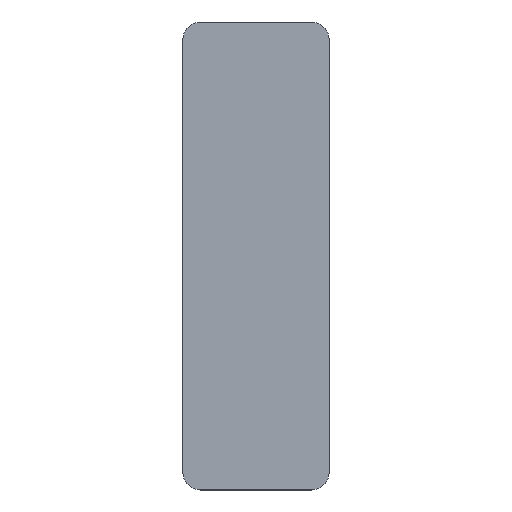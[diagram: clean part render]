
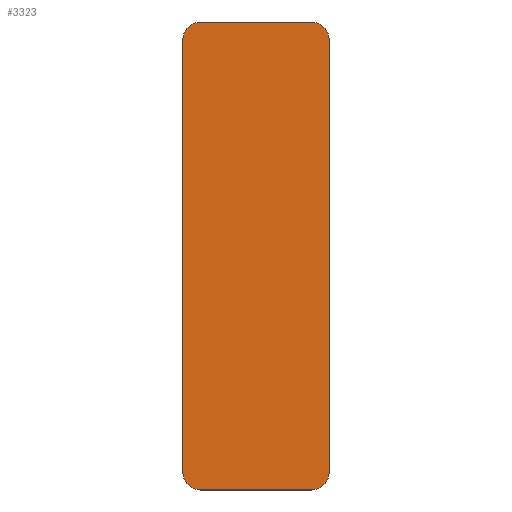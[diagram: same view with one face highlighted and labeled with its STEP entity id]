
A CAD part, top view. The second image highlights one B-rep face of the part: STEP entity #3323.
In plain terms, the highlighted planar face has unit normal (0, 0, 1).
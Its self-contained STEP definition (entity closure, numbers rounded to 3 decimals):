
#142 = AXIS2_PLACEMENT_3D ( 'NONE', #4687, #4636, #4735 ) ;
#153 = EDGE_CURVE ( 'NONE', #3876, #1365, #1571, .T. ) ;
#168 = DIRECTION ( 'NONE',  ( 0., 0., 1. ) ) ;
#182 = AXIS2_PLACEMENT_3D ( 'NONE', #4545, #652, #4479 ) ;
#342 = FACE_OUTER_BOUND ( 'NONE', #2673, .T. ) ;
#400 = EDGE_CURVE ( 'NONE', #5375, #4932, #2922, .T. ) ;
#467 = VERTEX_POINT ( 'NONE', #6062 ) ;
#652 = DIRECTION ( 'NONE',  ( 0., 0., 1. ) ) ;
#687 = ORIENTED_EDGE ( 'NONE', *, *, #5911, .T. ) ;
#739 = LINE ( 'NONE', #6548, #4059 ) ;
#753 = CARTESIAN_POINT ( 'NONE',  ( 12.5, 37., 0.714 ) ) ;
#869 = AXIS2_PLACEMENT_3D ( 'NONE', #7042, #6051, #4402 ) ;
#1067 = CARTESIAN_POINT ( 'NONE',  ( -9.5, -40., 0.714 ) ) ;
#1306 = ORIENTED_EDGE ( 'NONE', *, *, #3861, .T. ) ;
#1365 = VERTEX_POINT ( 'NONE', #5896 ) ;
#1430 = DIRECTION ( 'NONE',  ( 0., 1., 0. ) ) ;
#1543 = CARTESIAN_POINT ( 'NONE',  ( -12.5, 37., 0.714 ) ) ;
#1571 = LINE ( 'NONE', #3139, #6170 ) ;
#1596 = AXIS2_PLACEMENT_3D ( 'NONE', #6756, #168, #4595 ) ;
#1719 = ORIENTED_EDGE ( 'NONE', *, *, #153, .T. ) ;
#1765 = DIRECTION ( 'NONE',  ( 0., -1., 0. ) ) ;
#1810 = VERTEX_POINT ( 'NONE', #1543 ) ;
#1944 = ORIENTED_EDGE ( 'NONE', *, *, #3781, .T. ) ;
#1976 = ORIENTED_EDGE ( 'NONE', *, *, #400, .T. ) ;
#2036 = DIRECTION ( 'NONE',  ( 1., 0., 0. ) ) ;
#2212 = EDGE_CURVE ( 'NONE', #467, #4341, #6495, .T. ) ;
#2594 = VECTOR ( 'NONE', #1430, 1000. ) ;
#2646 = ORIENTED_EDGE ( 'NONE', *, *, #5120, .T. ) ;
#2673 = EDGE_LOOP ( 'NONE', ( #687, #1976, #4478, #1719, #1944, #2646, #5393, #1306 ) ) ;
#2922 = LINE ( 'NONE', #4310, #2594 ) ;
#3084 = DIRECTION ( 'NONE',  ( -1., 0., 0. ) ) ;
#3139 = CARTESIAN_POINT ( 'NONE',  ( 0., 40., 0.714 ) ) ;
#3323 = ADVANCED_FACE ( 'NONE', ( #342 ), #3955, .T. ) ;
#3650 = CIRCLE ( 'NONE', #142, 3. ) ;
#3738 = CARTESIAN_POINT ( 'NONE',  ( -9.5, -37., 0.714 ) ) ;
#3781 = EDGE_CURVE ( 'NONE', #1365, #1810, #3650, .T. ) ;
#3861 = EDGE_CURVE ( 'NONE', #4341, #4602, #739, .T. ) ;
#3876 = VERTEX_POINT ( 'NONE', #6030 ) ;
#3955 = PLANE ( 'NONE',  #1596 ) ;
#4059 = VECTOR ( 'NONE', #2036, 1000. ) ;
#4116 = CARTESIAN_POINT ( 'NONE',  ( 9.5, -40., 0.714 ) ) ;
#4310 = CARTESIAN_POINT ( 'NONE',  ( 12.5, 0., 0.714 ) ) ;
#4341 = VERTEX_POINT ( 'NONE', #1067 ) ;
#4396 = EDGE_CURVE ( 'NONE', #4932, #3876, #5350, .T. ) ;
#4402 = DIRECTION ( 'NONE',  ( -1., 0., 0. ) ) ;
#4478 = ORIENTED_EDGE ( 'NONE', *, *, #4396, .T. ) ;
#4479 = DIRECTION ( 'NONE',  ( -1., 0., 0. ) ) ;
#4545 = CARTESIAN_POINT ( 'NONE',  ( 9.5, 37., 0.714 ) ) ;
#4595 = DIRECTION ( 'NONE',  ( 1., 0., 0. ) ) ;
#4602 = VERTEX_POINT ( 'NONE', #4116 ) ;
#4636 = DIRECTION ( 'NONE',  ( 0., 0., 1. ) ) ;
#4687 = CARTESIAN_POINT ( 'NONE',  ( -9.5, 37., 0.714 ) ) ;
#4735 = DIRECTION ( 'NONE',  ( -1., 0., 0. ) ) ;
#4831 = LINE ( 'NONE', #5041, #6847 ) ;
#4932 = VERTEX_POINT ( 'NONE', #753 ) ;
#5041 = CARTESIAN_POINT ( 'NONE',  ( -12.5, 0., 0.714 ) ) ;
#5120 = EDGE_CURVE ( 'NONE', #1810, #467, #4831, .T. ) ;
#5350 = CIRCLE ( 'NONE', #182, 3. ) ;
#5375 = VERTEX_POINT ( 'NONE', #6952 ) ;
#5393 = ORIENTED_EDGE ( 'NONE', *, *, #2212, .T. ) ;
#5693 = AXIS2_PLACEMENT_3D ( 'NONE', #3738, #6410, #6941 ) ;
#5896 = CARTESIAN_POINT ( 'NONE',  ( -9.5, 40., 0.714 ) ) ;
#5911 = EDGE_CURVE ( 'NONE', #4602, #5375, #6101, .T. ) ;
#6030 = CARTESIAN_POINT ( 'NONE',  ( 9.5, 40., 0.714 ) ) ;
#6051 = DIRECTION ( 'NONE',  ( 0., 0., 1. ) ) ;
#6062 = CARTESIAN_POINT ( 'NONE',  ( -12.5, -37., 0.714 ) ) ;
#6101 = CIRCLE ( 'NONE', #869, 3. ) ;
#6170 = VECTOR ( 'NONE', #3084, 1000. ) ;
#6410 = DIRECTION ( 'NONE',  ( 0., 0., 1. ) ) ;
#6495 = CIRCLE ( 'NONE', #5693, 3. ) ;
#6548 = CARTESIAN_POINT ( 'NONE',  ( 0., -40., 0.714 ) ) ;
#6756 = CARTESIAN_POINT ( 'NONE',  ( 0., 0., 0.714 ) ) ;
#6847 = VECTOR ( 'NONE', #1765, 1000. ) ;
#6941 = DIRECTION ( 'NONE',  ( -1., 0., 0. ) ) ;
#6952 = CARTESIAN_POINT ( 'NONE',  ( 12.5, -37., 0.714 ) ) ;
#7042 = CARTESIAN_POINT ( 'NONE',  ( 9.5, -37., 0.714 ) ) ;
